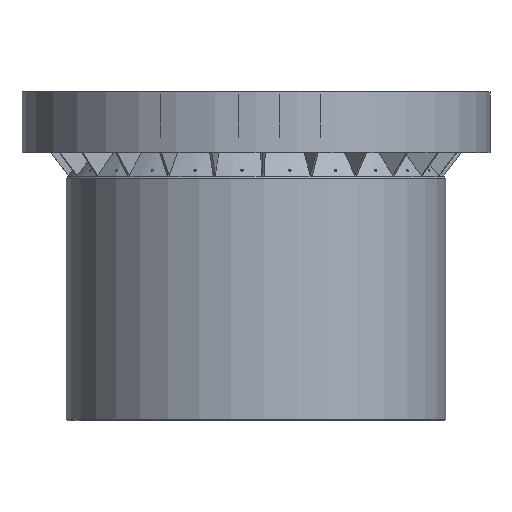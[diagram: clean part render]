
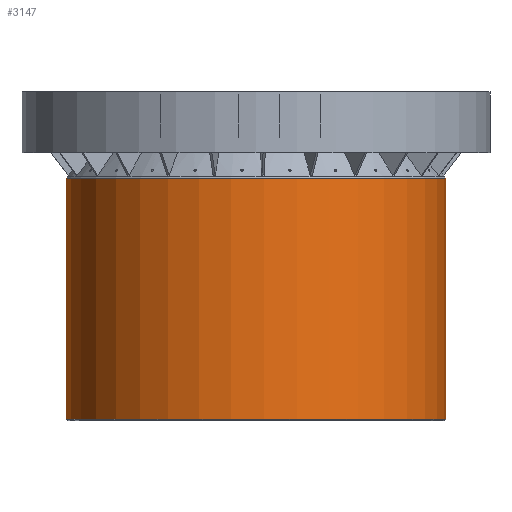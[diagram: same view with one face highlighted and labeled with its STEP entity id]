
A CAD part, front view. The second image highlights one B-rep face of the part: STEP entity #3147.
In plain terms, the highlighted cylindrical face has radius 1725 mm (diameter 3450 mm), a full revolution.
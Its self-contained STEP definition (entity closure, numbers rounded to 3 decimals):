
#781=FACE_BOUND('',#1478,.T.);
#946=CYLINDRICAL_SURFACE('',#3459,1725.);
#1082=FACE_OUTER_BOUND('',#1477,.T.);
#1477=EDGE_LOOP('',(#2909));
#1478=EDGE_LOOP('',(#2910));
#1572=CIRCLE('',#3455,1725.);
#1575=CIRCLE('',#3460,1725.);
#1994=VERTEX_POINT('',#10709);
#1997=VERTEX_POINT('',#10717);
#2304=EDGE_CURVE('',#1994,#1994,#1572,.T.);
#2307=EDGE_CURVE('',#1997,#1997,#1575,.T.);
#2909=ORIENTED_EDGE('',*,*,#2307,.F.);
#2910=ORIENTED_EDGE('',*,*,#2304,.F.);
#3147=ADVANCED_FACE('',(#1082,#781),#946,.T.);
#3455=AXIS2_PLACEMENT_3D('',#10710,#4046,#4047);
#3459=AXIS2_PLACEMENT_3D('',#10716,#4054,#4055);
#3460=AXIS2_PLACEMENT_3D('',#10718,#4056,#4057);
#4046=DIRECTION('center_axis',(0.,0.,-1.));
#4047=DIRECTION('ref_axis',(-1.,0.,0.));
#4054=DIRECTION('center_axis',(0.,0.,1.));
#4055=DIRECTION('ref_axis',(-1.,0.,0.));
#4056=DIRECTION('center_axis',(0.,0.,1.));
#4057=DIRECTION('ref_axis',(-1.,0.,0.));
#10709=CARTESIAN_POINT('',(1725.,0.,11.547));
#10710=CARTESIAN_POINT('Origin',(0.,0.,11.547));
#10716=CARTESIAN_POINT('Origin',(0.,0.,0.));
#10717=CARTESIAN_POINT('',(1725.,0.,2200.));
#10718=CARTESIAN_POINT('Origin',(0.,0.,2200.));
